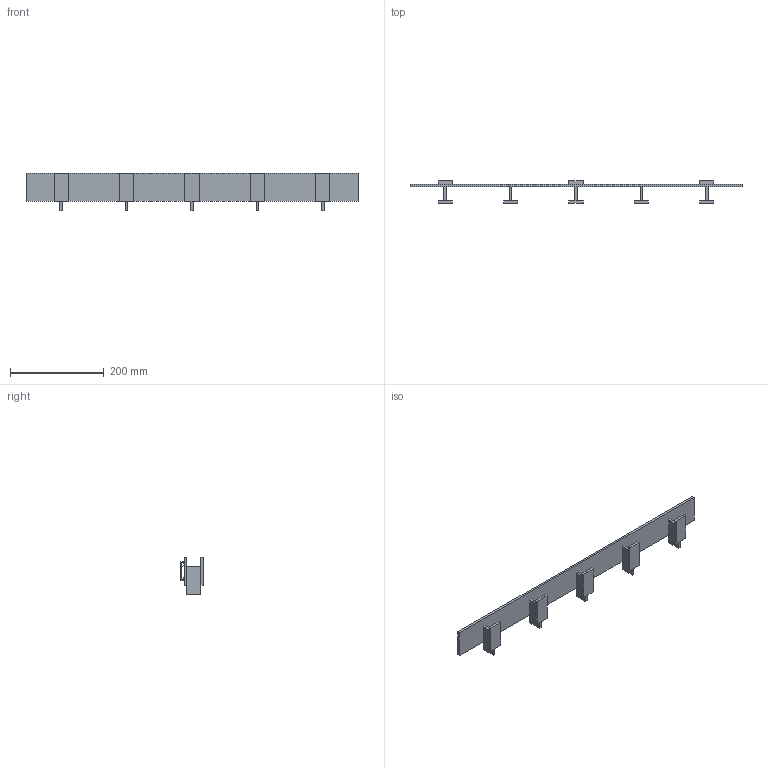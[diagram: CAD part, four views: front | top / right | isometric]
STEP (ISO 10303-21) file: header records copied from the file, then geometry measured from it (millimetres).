
FILE_DESCRIPTION(/* description */ (''),/* implementation_level */ '2;1');
FILE_NAME(/* name */ 'Lager Coat Rack - Aluminium_3D',/* time_stamp */ '2025-07-25T10:29:53+02:00',/* author */ (''),/* organization */ (''),/* preprocessor_version */ 'ST-DEVELOPER v19.2',/* originating_system */ 'Rhino 8.19',/* authorisation */ '');
FILE_SCHEMA (('CONFIG_CONTROL_DESIGN'));
Length unit declared in the file: millimetre
Products named in the file (1): Document
Bounding box: 710 x 48 x 80 mm (x, y, z)
Volume: 310880.4 mm3; surface area: 150935.1 mm2
Topology: 14 solids, 15 shells, 174 faces, 408 edges, 263 vertices
Faces by surface type: plane 170, cylinder 4
Entity records: 4403 total; most frequent: CARTESIAN_POINT 1323, ORIENTED_EDGE 802, EDGE_CURVE 403, B_SPLINE_CURVE_WITH_KNOTS 394, VERTEX_POINT 258, DIRECTION 190, EDGE_LOOP 188, AXIS2_PLACEMENT_3D 182
